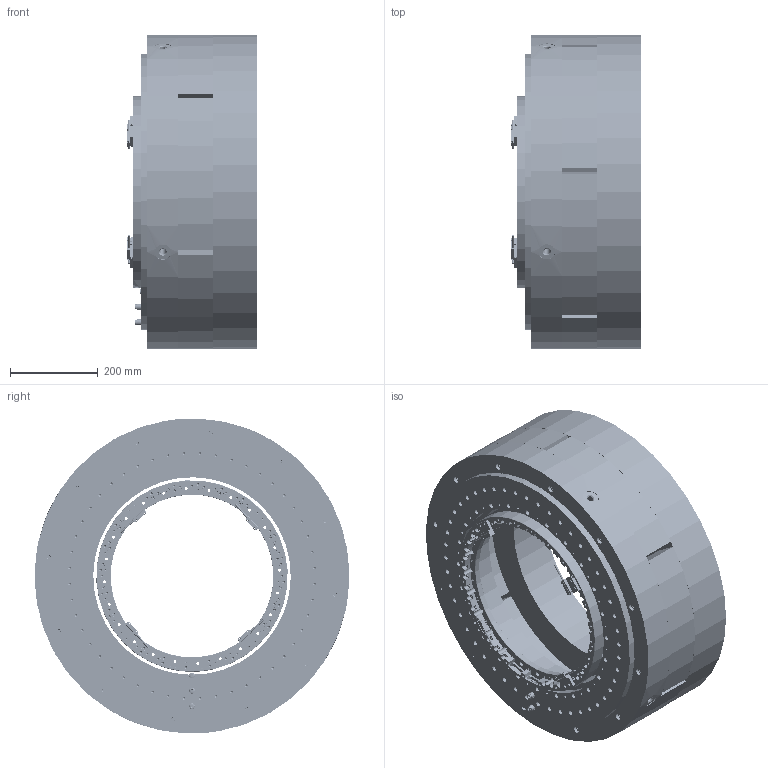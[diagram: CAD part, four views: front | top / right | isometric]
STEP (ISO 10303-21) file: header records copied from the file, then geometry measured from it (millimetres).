
FILE_DESCRIPTION (( 'STEP AP203' ), '1' );
FILE_NAME ('Bati_Spindle_Un_sldprt.STEP', '2018-04-10T07:30:51', ( '' ), ( '' ), 'SwSTEP 2.0', 'SolidWorks 2017', '' );
FILE_SCHEMA (( 'CONFIG_CONTROL_DESIGN' ));
Length unit declared in the file: millimetre
Products named in the file (1): Bati_Spindle_Un_sldprt
Bounding box: 296.92 x 720 x 720 mm (x, y, z)
Volume: 52977431.5 mm3; surface area: 3167768.4 mm2
Topology: 26 solids, 26 shells, 5886 faces, 15093 edges, 9422 vertices
Faces by surface type: plane 2314, cylinder 2164, cone 1358, bspline 50
Entity records: 185052 total; most frequent: CARTESIAN_POINT 44687, ORIENTED_EDGE 29322, DIRECTION 28533, EDGE_CURVE 14661, AXIS2_PLACEMENT_3D 10642, VERTEX_POINT 9422, VECTOR 7249, LINE 7249
